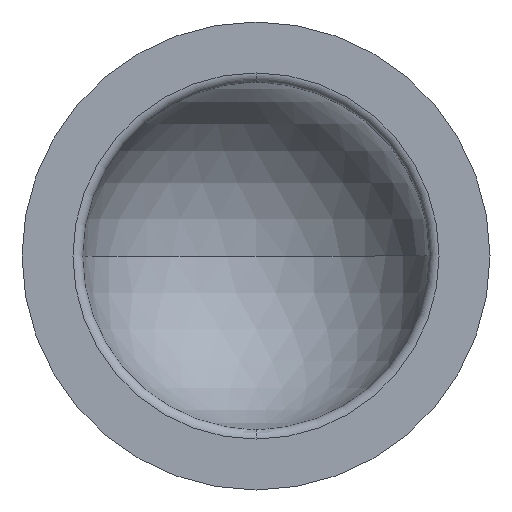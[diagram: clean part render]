
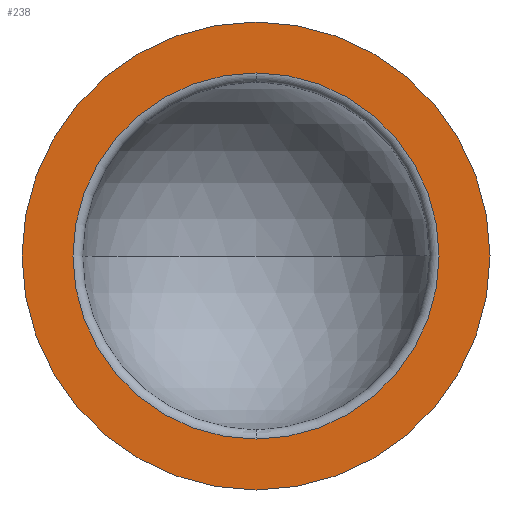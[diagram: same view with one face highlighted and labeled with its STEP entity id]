
A CAD part, front view. The second image highlights one B-rep face of the part: STEP entity #238.
In plain terms, the highlighted planar face has unit normal (0, -1, 0).
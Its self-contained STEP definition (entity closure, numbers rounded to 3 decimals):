
#3 = ORIENTED_EDGE ( 'NONE', *, *, #184, .F. ) ;
#6 = AXIS2_PLACEMENT_3D ( 'NONE', #258, #310, #371 ) ;
#17 = CARTESIAN_POINT ( 'NONE',  ( 0., 0., 0. ) ) ;
#18 = DIRECTION ( 'NONE',  ( 0., 1., 0. ) ) ;
#20 = VERTEX_POINT ( 'NONE', #94 ) ;
#25 = EDGE_LOOP ( 'NONE', ( #246, #388 ) ) ;
#41 = DIRECTION ( 'NONE',  ( 0., 1., 0. ) ) ;
#42 = CARTESIAN_POINT ( 'NONE',  ( 0., 0., 0. ) ) ;
#46 = DIRECTION ( 'NONE',  ( 0., 0., 1. ) ) ;
#67 = VERTEX_POINT ( 'NONE', #282 ) ;
#83 = VERTEX_POINT ( 'NONE', #311 ) ;
#94 = CARTESIAN_POINT ( 'NONE',  ( 0., 0., 24.25 ) ) ;
#122 = CIRCLE ( 'NONE', #229, 24.25 ) ;
#130 = CIRCLE ( 'NONE', #396, 18.974 ) ;
#132 = AXIS2_PLACEMENT_3D ( 'NONE', #254, #18, #46 ) ;
#149 = EDGE_CURVE ( 'NONE', #83, #374, #130, .T. ) ;
#158 = EDGE_CURVE ( 'NONE', #20, #67, #122, .T. ) ;
#168 = EDGE_CURVE ( 'NONE', #374, #83, #185, .T. ) ;
#176 = AXIS2_PLACEMENT_3D ( 'NONE', #230, #353, #235 ) ;
#183 = ORIENTED_EDGE ( 'NONE', *, *, #158, .F. ) ;
#184 = EDGE_CURVE ( 'NONE', #67, #20, #387, .T. ) ;
#185 = CIRCLE ( 'NONE', #132, 18.974 ) ;
#205 = CARTESIAN_POINT ( 'NONE',  ( 0., 0., -18.974 ) ) ;
#222 = DIRECTION ( 'NONE',  ( 0., 0., 1. ) ) ;
#224 = FACE_OUTER_BOUND ( 'NONE', #347, .T. ) ;
#226 = DIRECTION ( 'NONE',  ( 0., 0., 1. ) ) ;
#229 = AXIS2_PLACEMENT_3D ( 'NONE', #17, #41, #226 ) ;
#230 = CARTESIAN_POINT ( 'NONE',  ( 18., 0., 0. ) ) ;
#235 = DIRECTION ( 'NONE',  ( 0., 0., 1. ) ) ;
#238 = ADVANCED_FACE ( 'NONE', ( #269, #224 ), #379, .F. ) ;
#246 = ORIENTED_EDGE ( 'NONE', *, *, #149, .T. ) ;
#252 = DIRECTION ( 'NONE',  ( 0., 1., 0. ) ) ;
#254 = CARTESIAN_POINT ( 'NONE',  ( 0., 0., 0. ) ) ;
#258 = CARTESIAN_POINT ( 'NONE',  ( 0., 0., 0. ) ) ;
#269 = FACE_BOUND ( 'NONE', #25, .T. ) ;
#282 = CARTESIAN_POINT ( 'NONE',  ( 0., 0., -24.25 ) ) ;
#310 = DIRECTION ( 'NONE',  ( 0., 1., 0. ) ) ;
#311 = CARTESIAN_POINT ( 'NONE',  ( 0., 0., 18.974 ) ) ;
#347 = EDGE_LOOP ( 'NONE', ( #3, #183 ) ) ;
#353 = DIRECTION ( 'NONE',  ( 0., 1., 0. ) ) ;
#371 = DIRECTION ( 'NONE',  ( 0., 0., 1. ) ) ;
#374 = VERTEX_POINT ( 'NONE', #205 ) ;
#379 = PLANE ( 'NONE',  #176 ) ;
#387 = CIRCLE ( 'NONE', #6, 24.25 ) ;
#388 = ORIENTED_EDGE ( 'NONE', *, *, #168, .T. ) ;
#396 = AXIS2_PLACEMENT_3D ( 'NONE', #42, #252, #222 ) ;
